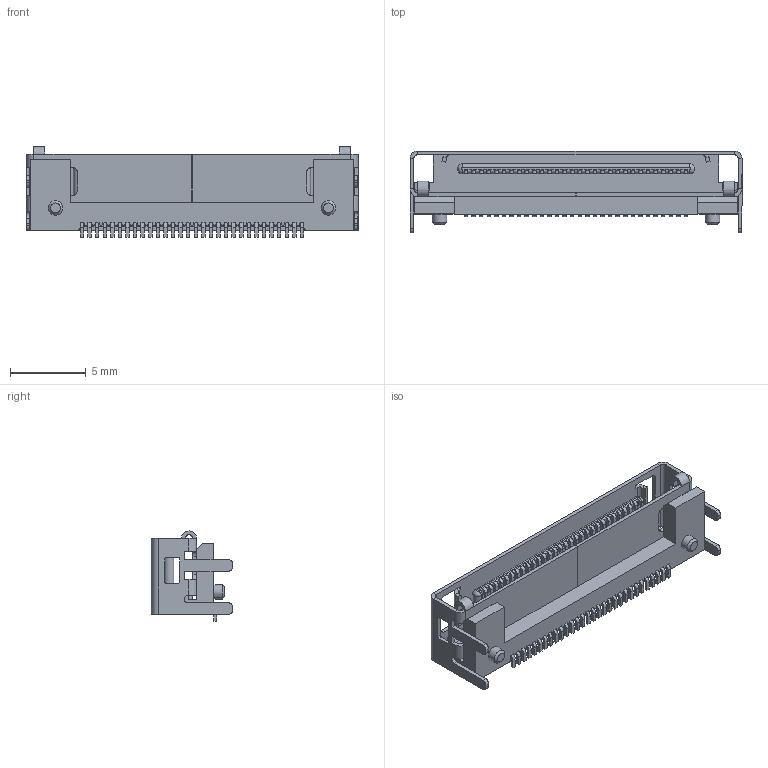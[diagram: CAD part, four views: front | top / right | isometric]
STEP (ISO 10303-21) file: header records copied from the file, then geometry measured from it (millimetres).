
FILE_DESCRIPTION(/* description */ (''),/* implementation_level */ '2;1');
FILE_NAME(/* name */ '',/* time_stamp */ '',/* author */ (''),/* organization */ (''),/* preprocessor_version */ '',/* originating_system */ '',/* authorisation */ '');
FILE_SCHEMA (('AUTOMOTIVE_DESIGN { 1 0 10303 214 3 1 1 }'));
Length unit declared in the file: millimetre
Products named in the file (6): Foxlink 30 Pin; Foxlink 30 Pin_Body; Foxlink 30 Pin_Pin - Long; Foxlink 30 Pin_Pin - Short; Foxlink 30 Pin_Shell; Foxlink 30 Pin_Rear Cover
Assembly tree (33 placements, depth 2):
  Foxlink 30 Pin
    Foxlink 30 Pin_Body
    Foxlink 30 Pin_Pin - Long  x6
    Foxlink 30 Pin_Pin - Short  x24
    Foxlink 30 Pin_Shell
    Foxlink 30 Pin_Rear Cover
Bounding box: 21.9 x 5.4 x 5.95 mm (x, y, z)
Volume: 187.1 mm3; surface area: 1201.8 mm2
Topology: 33 solids, 33 shells, 1244 faces, 3430 edges, 2262 vertices
Faces by surface type: plane 920, cylinder 318, sphere 2, cone 2, bspline 2
Full cylindrical faces by diameter (mm): 0.95 x2
Entity records: 27788 total; most frequent: CARTESIAN_POINT 4927, ORIENTED_EDGE 4836, DIRECTION 4556, EDGE_CURVE 2418, LINE 2058, VECTOR 2058, VERTEX_POINT 1590, AXIS2_PLACEMENT_3D 1249
